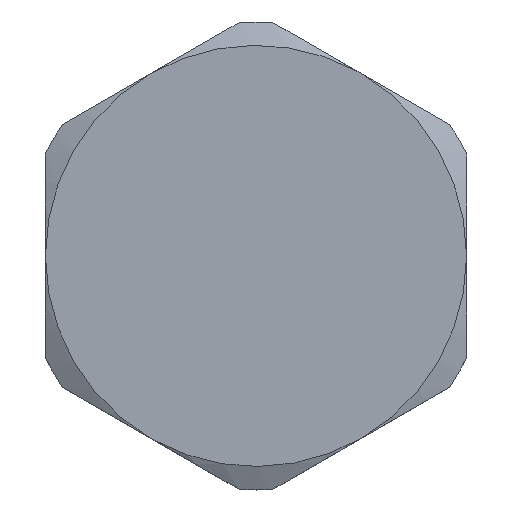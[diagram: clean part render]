
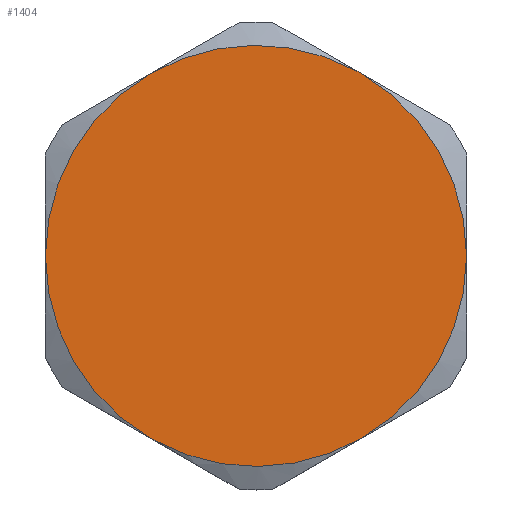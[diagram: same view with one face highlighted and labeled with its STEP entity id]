
A CAD part, top view. The second image highlights one B-rep face of the part: STEP entity #1404.
In plain terms, the highlighted planar face has unit normal (0, 0, 1).
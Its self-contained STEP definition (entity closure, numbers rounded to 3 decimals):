
#1274=AXIS2_PLACEMENT_3D('Circle Axis2P3D',#1272,#1273,$) ;
#1286=AXIS2_PLACEMENT_3D('Circle Axis2P3D',#1284,#1285,$) ;
#1298=AXIS2_PLACEMENT_3D('Circle Axis2P3D',#1296,#1297,$) ;
#1324=AXIS2_PLACEMENT_3D('Circle Axis2P3D',#1322,#1323,$) ;
#1335=AXIS2_PLACEMENT_3D('Circle Axis2P3D',#1333,#1334,$) ;
#1347=AXIS2_PLACEMENT_3D('Circle Axis2P3D',#1345,#1346,$) ;
#1359=AXIS2_PLACEMENT_3D('Circle Axis2P3D',#1357,#1358,$) ;
#1380=AXIS2_PLACEMENT_3D('Circle Axis2P3D',#1378,#1379,$) ;
#1392=AXIS2_PLACEMENT_3D('Plane Axis2P3D',#1389,#1390,#1391) ;
#872=CARTESIAN_POINT('Vertex',(27.,15.,20.)) ;
#935=CARTESIAN_POINT('Vertex',(20.25,3.309,20.)) ;
#1029=CARTESIAN_POINT('Vertex',(6.75,3.309,20.)) ;
#1090=CARTESIAN_POINT('Vertex',(0.,15.,20.)) ;
#1153=CARTESIAN_POINT('Vertex',(6.75,26.691,20.)) ;
#1244=CARTESIAN_POINT('Vertex',(20.25,26.691,20.)) ;
#1272=CARTESIAN_POINT('Axis2P3D Location',(13.5,15.,20.)) ;
#1284=CARTESIAN_POINT('Axis2P3D Location',(13.5,15.,20.)) ;
#1296=CARTESIAN_POINT('Axis2P3D Location',(13.5,15.,20.)) ;
#1300=CARTESIAN_POINT('Vertex',(7.028,3.153,20.)) ;
#1322=CARTESIAN_POINT('Axis2P3D Location',(13.5,15.,20.)) ;
#1333=CARTESIAN_POINT('Axis2P3D Location',(13.5,15.,20.)) ;
#1345=CARTESIAN_POINT('Axis2P3D Location',(13.5,15.,20.)) ;
#1357=CARTESIAN_POINT('Axis2P3D Location',(13.5,15.,20.)) ;
#1361=CARTESIAN_POINT('Vertex',(19.972,26.847,20.)) ;
#1378=CARTESIAN_POINT('Axis2P3D Location',(13.5,15.,20.)) ;
#1389=CARTESIAN_POINT('Axis2P3D Location',(13.5,15.,20.)) ;
#1273=DIRECTION('Axis2P3D Direction',(0.,0.,-1.)) ;
#1285=DIRECTION('Axis2P3D Direction',(0.,0.,-1.)) ;
#1297=DIRECTION('Axis2P3D Direction',(0.,0.,-1.)) ;
#1323=DIRECTION('Axis2P3D Direction',(0.,0.,-1.)) ;
#1334=DIRECTION('Axis2P3D Direction',(0.,0.,-1.)) ;
#1346=DIRECTION('Axis2P3D Direction',(0.,0.,-1.)) ;
#1358=DIRECTION('Axis2P3D Direction',(0.,0.,-1.)) ;
#1379=DIRECTION('Axis2P3D Direction',(0.,0.,-1.)) ;
#1390=DIRECTION('Axis2P3D Direction',(0.,0.,-1.)) ;
#1391=DIRECTION('Axis2P3D XDirection',(0.,1.,0.)) ;
#1395=ORIENTED_EDGE('',*,*,#1326,.F.) ;
#1396=ORIENTED_EDGE('',*,*,#1302,.F.) ;
#1397=ORIENTED_EDGE('',*,*,#1288,.F.) ;
#1398=ORIENTED_EDGE('',*,*,#1276,.F.) ;
#1399=ORIENTED_EDGE('',*,*,#1382,.F.) ;
#1400=ORIENTED_EDGE('',*,*,#1363,.F.) ;
#1401=ORIENTED_EDGE('',*,*,#1349,.F.) ;
#1402=ORIENTED_EDGE('',*,*,#1337,.F.) ;
#1404=ADVANCED_FACE('STOPPER_PLUG',(#1403),#1393,.F.) ;
#1275=CIRCLE('generated circle',#1274,13.5) ;
#1287=CIRCLE('generated circle',#1286,13.5) ;
#1299=CIRCLE('generated circle',#1298,13.5) ;
#1325=CIRCLE('generated circle',#1324,13.5) ;
#1336=CIRCLE('generated circle',#1335,13.5) ;
#1348=CIRCLE('generated circle',#1347,13.5) ;
#1360=CIRCLE('generated circle',#1359,13.5) ;
#1381=CIRCLE('generated circle',#1380,13.5) ;
#1276=EDGE_CURVE('',#1245,#873,#1275,.T.) ;
#1288=EDGE_CURVE('',#873,#936,#1287,.T.) ;
#1302=EDGE_CURVE('',#936,#1301,#1299,.T.) ;
#1326=EDGE_CURVE('',#1301,#1030,#1325,.T.) ;
#1337=EDGE_CURVE('',#1030,#1091,#1336,.T.) ;
#1349=EDGE_CURVE('',#1091,#1154,#1348,.T.) ;
#1363=EDGE_CURVE('',#1154,#1362,#1360,.T.) ;
#1382=EDGE_CURVE('',#1362,#1245,#1381,.T.) ;
#1394=EDGE_LOOP('',(#1395,#1396,#1397,#1398,#1399,#1400,#1401,#1402)) ;
#1403=FACE_OUTER_BOUND('',#1394,.T.) ;
#1393=PLANE('',#1392) ;
#873=VERTEX_POINT('',#872) ;
#936=VERTEX_POINT('',#935) ;
#1030=VERTEX_POINT('',#1029) ;
#1091=VERTEX_POINT('',#1090) ;
#1154=VERTEX_POINT('',#1153) ;
#1245=VERTEX_POINT('',#1244) ;
#1301=VERTEX_POINT('',#1300) ;
#1362=VERTEX_POINT('',#1361) ;
